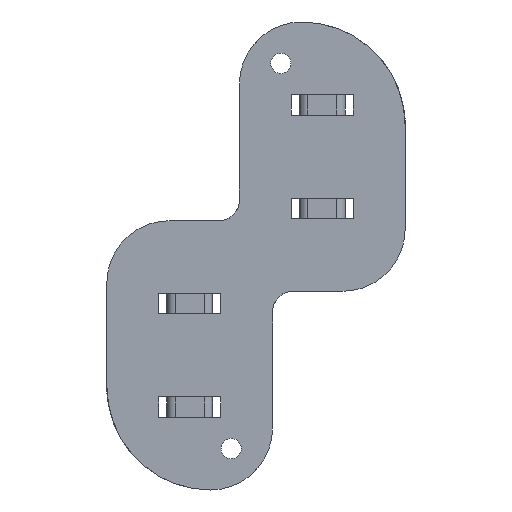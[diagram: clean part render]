
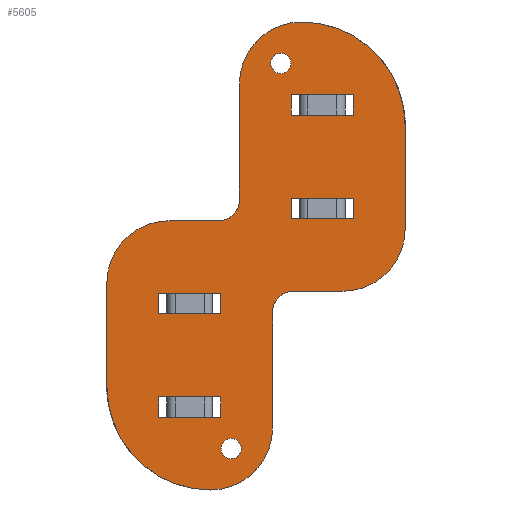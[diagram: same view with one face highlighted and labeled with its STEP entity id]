
A CAD part, front view. The second image highlights one B-rep face of the part: STEP entity #5605.
In plain terms, the highlighted planar face has unit normal (0, -1, 0).
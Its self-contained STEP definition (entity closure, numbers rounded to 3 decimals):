
#858=DIRECTION('',(-1.,0.,0.));
#859=VECTOR('',#858,15.);
#860=CARTESIAN_POINT('',(39.5,0.,60.5));
#861=LINE('',#860,#859);
#922=DIRECTION('',(1.,0.,0.));
#923=VECTOR('',#922,15.);
#924=CARTESIAN_POINT('',(24.5,0.,65.5));
#925=LINE('',#924,#923);
#948=DIRECTION('',(0.,0.,-1.));
#949=VECTOR('',#948,5.);
#950=CARTESIAN_POINT('',(39.5,0.,90.5));
#951=LINE('',#950,#949);
#952=DIRECTION('',(0.,0.,1.));
#953=VECTOR('',#952,5.);
#954=CARTESIAN_POINT('',(24.5,0.,85.5));
#955=LINE('',#954,#953);
#956=DIRECTION('',(0.,0.,-1.));
#957=VECTOR('',#956,5.);
#958=CARTESIAN_POINT('',(39.5,0.,65.5));
#959=LINE('',#958,#957);
#960=DIRECTION('',(0.,0.,1.));
#961=VECTOR('',#960,5.);
#962=CARTESIAN_POINT('',(24.5,0.,60.5));
#963=LINE('',#962,#961);
#964=CARTESIAN_POINT('',(22.,0.,98.));
#965=DIRECTION('',(0.,1.,0.));
#966=DIRECTION('',(1.,0.,0.));
#967=AXIS2_PLACEMENT_3D('',#964,#965,#966);
#969=CARTESIAN_POINT('',(22.,0.,98.));
#970=DIRECTION('',(0.,1.,0.));
#971=DIRECTION('',(-1.,0.,0.));
#972=AXIS2_PLACEMENT_3D('',#969,#970,#971);
#974=CARTESIAN_POINT('',(10.,0.,5.));
#975=DIRECTION('',(0.,1.,0.));
#976=DIRECTION('',(1.,0.,0.));
#977=AXIS2_PLACEMENT_3D('',#974,#975,#976);
#979=CARTESIAN_POINT('',(10.,0.,5.));
#980=DIRECTION('',(0.,1.,0.));
#981=DIRECTION('',(-1.,0.,0.));
#982=AXIS2_PLACEMENT_3D('',#979,#980,#981);
#984=DIRECTION('',(0.,0.,-1.));
#985=VECTOR('',#984,5.);
#986=CARTESIAN_POINT('',(7.5,0.,17.5));
#987=LINE('',#986,#985);
#988=DIRECTION('',(0.,0.,1.));
#989=VECTOR('',#988,5.);
#990=CARTESIAN_POINT('',(-7.5,0.,12.5));
#991=LINE('',#990,#989);
#992=DIRECTION('',(0.,0.,-1.));
#993=VECTOR('',#992,5.);
#994=CARTESIAN_POINT('',(7.5,0.,42.5));
#995=LINE('',#994,#993);
#996=DIRECTION('',(0.,0.,1.));
#997=VECTOR('',#996,5.);
#998=CARTESIAN_POINT('',(-7.5,0.,37.5));
#999=LINE('',#998,#997);
#1000=CARTESIAN_POINT('',(5.,0.,20.));
#1001=DIRECTION('',(0.,-1.,0.));
#1002=DIRECTION('',(-1.,0.,0.));
#1003=AXIS2_PLACEMENT_3D('',#1000,#1001,#1002);
#1005=CARTESIAN_POINT('',(-5.,0.,45.));
#1006=DIRECTION('',(0.,-1.,0.));
#1007=DIRECTION('',(0.,0.,1.));
#1008=AXIS2_PLACEMENT_3D('',#1005,#1006,#1007);
#1010=DIRECTION('',(1.,0.,0.));
#1011=VECTOR('',#1010,12.);
#1012=CARTESIAN_POINT('',(-5.,0.,60.));
#1013=LINE('',#1012,#1011);
#1014=CARTESIAN_POINT('',(27.,0.,93.));
#1015=DIRECTION('',(0.,-1.,0.));
#1016=DIRECTION('',(0.,0.,1.));
#1017=AXIS2_PLACEMENT_3D('',#1014,#1015,#1016);
#1019=CARTESIAN_POINT('',(27.,0.,83.));
#1020=DIRECTION('',(0.,-1.,0.));
#1021=DIRECTION('',(1.,0.,0.));
#1022=AXIS2_PLACEMENT_3D('',#1019,#1020,#1021);
#1024=CARTESIAN_POINT('',(37.,0.,58.));
#1025=DIRECTION('',(0.,-1.,0.));
#1026=DIRECTION('',(0.,0.,-1.));
#1027=AXIS2_PLACEMENT_3D('',#1024,#1025,#1026);
#1029=DIRECTION('',(-1.,0.,0.));
#1030=VECTOR('',#1029,12.);
#1031=CARTESIAN_POINT('',(37.,0.,43.));
#1032=LINE('',#1031,#1030);
#1033=CARTESIAN_POINT('',(5.,0.,10.));
#1034=DIRECTION('',(0.,-1.,0.));
#1035=DIRECTION('',(0.,0.,-1.));
#1036=AXIS2_PLACEMENT_3D('',#1033,#1034,#1035);
#1050=DIRECTION('',(-1.,0.,0.));
#1051=VECTOR('',#1050,15.);
#1052=CARTESIAN_POINT('',(39.5,0.,85.5));
#1053=LINE('',#1052,#1051);
#1114=DIRECTION('',(1.,0.,0.));
#1115=VECTOR('',#1114,15.);
#1116=CARTESIAN_POINT('',(24.5,0.,90.5));
#1117=LINE('',#1116,#1115);
#1882=CARTESIAN_POINT('',(25.,0.,38.));
#1883=DIRECTION('',(0.,1.,0.));
#1884=DIRECTION('',(-1.,0.,0.));
#1885=AXIS2_PLACEMENT_3D('',#1882,#1883,#1884);
#2148=DIRECTION('',(0.,0.,-1.));
#2149=VECTOR('',#2148,25.);
#2150=CARTESIAN_POINT('',(-20.,0.,45.));
#2151=LINE('',#2150,#2149);
#2228=CARTESIAN_POINT('',(7.,0.,65.));
#2229=DIRECTION('',(0.,1.,0.));
#2230=DIRECTION('',(1.,0.,0.));
#2231=AXIS2_PLACEMENT_3D('',#2228,#2229,#2230);
#2373=DIRECTION('',(0.,0.,-1.));
#2374=VECTOR('',#2373,28.);
#2375=CARTESIAN_POINT('',(12.,0.,93.));
#2376=LINE('',#2375,#2374);
#2452=DIRECTION('',(0.,0.,1.));
#2453=VECTOR('',#2452,25.);
#2454=CARTESIAN_POINT('',(52.,0.,58.));
#2455=LINE('',#2454,#2453);
#2673=DIRECTION('',(0.,0.,1.));
#2674=VECTOR('',#2673,28.);
#2675=CARTESIAN_POINT('',(20.,0.,10.));
#2676=LINE('',#2675,#2674);
#2856=DIRECTION('',(-1.,0.,0.));
#2857=VECTOR('',#2856,15.);
#2858=CARTESIAN_POINT('',(7.5,0.,12.5));
#2859=LINE('',#2858,#2857);
#2920=DIRECTION('',(1.,0.,0.));
#2921=VECTOR('',#2920,15.);
#2922=CARTESIAN_POINT('',(-7.5,0.,17.5));
#2923=LINE('',#2922,#2921);
#3343=DIRECTION('',(1.,0.,0.));
#3344=VECTOR('',#3343,15.);
#3345=CARTESIAN_POINT('',(-7.5,0.,42.5));
#3346=LINE('',#3345,#3344);
#3411=DIRECTION('',(-1.,0.,0.));
#3412=VECTOR('',#3411,15.);
#3413=CARTESIAN_POINT('',(7.5,0.,37.5));
#3414=LINE('',#3413,#3412);
#3686=CARTESIAN_POINT('',(12.45,0.,5.));
#3687=CARTESIAN_POINT('',(7.55,0.,5.));
#3688=VERTEX_POINT('',#3686);
#3689=VERTEX_POINT('',#3687);
#3938=CARTESIAN_POINT('',(24.45,0.,98.));
#3939=CARTESIAN_POINT('',(19.55,0.,98.));
#3940=VERTEX_POINT('',#3938);
#3941=VERTEX_POINT('',#3939);
#3950=CARTESIAN_POINT('',(-20.,0.,20.));
#3951=CARTESIAN_POINT('',(5.,0.,-5.));
#3952=VERTEX_POINT('',#3950);
#3953=VERTEX_POINT('',#3951);
#3956=CARTESIAN_POINT('',(20.,0.,10.));
#3957=VERTEX_POINT('',#3956);
#3958=CARTESIAN_POINT('',(-5.,0.,60.));
#3959=CARTESIAN_POINT('',(-20.,0.,45.));
#3960=VERTEX_POINT('',#3958);
#3961=VERTEX_POINT('',#3959);
#3962=CARTESIAN_POINT('',(27.,0.,108.));
#3963=CARTESIAN_POINT('',(12.,0.,93.));
#3964=VERTEX_POINT('',#3962);
#3965=VERTEX_POINT('',#3963);
#3966=CARTESIAN_POINT('',(52.,0.,83.));
#3967=VERTEX_POINT('',#3966);
#3970=CARTESIAN_POINT('',(37.,0.,43.));
#3971=CARTESIAN_POINT('',(52.,0.,58.));
#3972=VERTEX_POINT('',#3970);
#3973=VERTEX_POINT('',#3971);
#4006=CARTESIAN_POINT('',(7.5,0.,42.5));
#4007=CARTESIAN_POINT('',(7.5,0.,37.5));
#4008=VERTEX_POINT('',#4006);
#4009=VERTEX_POINT('',#4007);
#4010=CARTESIAN_POINT('',(-7.5,0.,37.5));
#4011=CARTESIAN_POINT('',(-7.5,0.,42.5));
#4012=VERTEX_POINT('',#4010);
#4013=VERTEX_POINT('',#4011);
#4014=CARTESIAN_POINT('',(7.5,0.,17.5));
#4015=CARTESIAN_POINT('',(7.5,0.,12.5));
#4016=VERTEX_POINT('',#4014);
#4017=VERTEX_POINT('',#4015);
#4018=CARTESIAN_POINT('',(-7.5,0.,12.5));
#4019=CARTESIAN_POINT('',(-7.5,0.,17.5));
#4020=VERTEX_POINT('',#4018);
#4021=VERTEX_POINT('',#4019);
#4118=CARTESIAN_POINT('',(39.5,0.,90.5));
#4119=CARTESIAN_POINT('',(39.5,0.,85.5));
#4120=VERTEX_POINT('',#4118);
#4121=VERTEX_POINT('',#4119);
#4122=CARTESIAN_POINT('',(24.5,0.,85.5));
#4123=CARTESIAN_POINT('',(24.5,0.,90.5));
#4124=VERTEX_POINT('',#4122);
#4125=VERTEX_POINT('',#4123);
#4126=CARTESIAN_POINT('',(39.5,0.,65.5));
#4127=CARTESIAN_POINT('',(39.5,0.,60.5));
#4128=VERTEX_POINT('',#4126);
#4129=VERTEX_POINT('',#4127);
#4130=CARTESIAN_POINT('',(24.5,0.,60.5));
#4131=CARTESIAN_POINT('',(24.5,0.,65.5));
#4132=VERTEX_POINT('',#4130);
#4133=VERTEX_POINT('',#4131);
#4641=CARTESIAN_POINT('',(20.,0.,38.));
#4642=CARTESIAN_POINT('',(25.,0.,43.));
#4643=VERTEX_POINT('',#4641);
#4644=VERTEX_POINT('',#4642);
#4645=CARTESIAN_POINT('',(12.,0.,65.));
#4646=CARTESIAN_POINT('',(7.,0.,60.));
#4647=VERTEX_POINT('',#4645);
#4648=VERTEX_POINT('',#4646);
#5521=CARTESIAN_POINT('',(0.,0.,0.));
#5522=DIRECTION('',(0.,1.,0.));
#5523=DIRECTION('',(1.,0.,0.));
#5524=AXIS2_PLACEMENT_3D('',#5521,#5522,#5523);
#5525=PLANE('',#5524);
#5527=ORIENTED_EDGE('',*,*,#5526,.F.);
#5529=ORIENTED_EDGE('',*,*,#5528,.F.);
#5531=ORIENTED_EDGE('',*,*,#5530,.F.);
#5533=ORIENTED_EDGE('',*,*,#5532,.T.);
#5535=ORIENTED_EDGE('',*,*,#5534,.F.);
#5537=ORIENTED_EDGE('',*,*,#5536,.F.);
#5539=ORIENTED_EDGE('',*,*,#5538,.F.);
#5541=ORIENTED_EDGE('',*,*,#5540,.F.);
#5543=ORIENTED_EDGE('',*,*,#5542,.F.);
#5545=ORIENTED_EDGE('',*,*,#5544,.F.);
#5547=ORIENTED_EDGE('',*,*,#5546,.T.);
#5549=ORIENTED_EDGE('',*,*,#5548,.F.);
#5551=ORIENTED_EDGE('',*,*,#5550,.F.);
#5553=ORIENTED_EDGE('',*,*,#5552,.F.);
#5554=EDGE_LOOP('',(#5527,#5529,#5531,#5533,#5535,#5537,#5539,#5541,#5543,#5545,
#5547,#5549,#5551,#5553));
#5555=FACE_OUTER_BOUND('',#5554,.F.);
#5556=ORIENTED_EDGE('',*,*,#5399,.F.);
#5558=ORIENTED_EDGE('',*,*,#5557,.F.);
#5559=ORIENTED_EDGE('',*,*,#5481,.F.);
#5560=ORIENTED_EDGE('',*,*,#5513,.F.);
#5561=EDGE_LOOP('',(#5556,#5558,#5559,#5560));
#5562=FACE_BOUND('',#5561,.F.);
#5564=ORIENTED_EDGE('',*,*,#5563,.F.);
#5566=ORIENTED_EDGE('',*,*,#5565,.F.);
#5567=EDGE_LOOP('',(#5564,#5566));
#5568=FACE_BOUND('',#5567,.F.);
#5570=ORIENTED_EDGE('',*,*,#5569,.F.);
#5572=ORIENTED_EDGE('',*,*,#5571,.F.);
#5573=EDGE_LOOP('',(#5570,#5572));
#5574=FACE_BOUND('',#5573,.F.);
#5576=ORIENTED_EDGE('',*,*,#5575,.F.);
#5578=ORIENTED_EDGE('',*,*,#5577,.F.);
#5580=ORIENTED_EDGE('',*,*,#5579,.F.);
#5582=ORIENTED_EDGE('',*,*,#5581,.F.);
#5583=EDGE_LOOP('',(#5576,#5578,#5580,#5582));
#5584=FACE_BOUND('',#5583,.F.);
#5586=ORIENTED_EDGE('',*,*,#5585,.F.);
#5588=ORIENTED_EDGE('',*,*,#5587,.F.);
#5590=ORIENTED_EDGE('',*,*,#5589,.F.);
#5592=ORIENTED_EDGE('',*,*,#5591,.F.);
#5593=EDGE_LOOP('',(#5586,#5588,#5590,#5592));
#5594=FACE_BOUND('',#5593,.F.);
#5596=ORIENTED_EDGE('',*,*,#5595,.F.);
#5598=ORIENTED_EDGE('',*,*,#5597,.F.);
#5600=ORIENTED_EDGE('',*,*,#5599,.F.);
#5602=ORIENTED_EDGE('',*,*,#5601,.F.);
#5603=EDGE_LOOP('',(#5596,#5598,#5600,#5602));
#5604=FACE_BOUND('',#5603,.F.);
#5605=ADVANCED_FACE('',(#5555,#5562,#5568,#5574,#5584,#5594,#5604),#5525,.F.);
#968=CIRCLE('',#967,2.45);
#973=CIRCLE('',#972,2.45);
#978=CIRCLE('',#977,2.45);
#983=CIRCLE('',#982,2.45);
#1004=CIRCLE('',#1003,25.);
#1009=CIRCLE('',#1008,15.);
#1018=CIRCLE('',#1017,15.);
#1023=CIRCLE('',#1022,25.);
#1028=CIRCLE('',#1027,15.);
#1037=CIRCLE('',#1036,15.);
#1886=CIRCLE('',#1885,5.);
#2232=CIRCLE('',#2231,5.);
#5399=EDGE_CURVE('',#4129,#4132,#861,.T.);
#5481=EDGE_CURVE('',#4133,#4128,#925,.T.);
#5513=EDGE_CURVE('',#4132,#4133,#963,.T.);
#5526=EDGE_CURVE('',#3952,#3953,#1004,.T.);
#5528=EDGE_CURVE('',#3961,#3952,#2151,.T.);
#5530=EDGE_CURVE('',#3960,#3961,#1009,.T.);
#5532=EDGE_CURVE('',#3960,#4648,#1013,.T.);
#5534=EDGE_CURVE('',#4647,#4648,#2232,.T.);
#5536=EDGE_CURVE('',#3965,#4647,#2376,.T.);
#5538=EDGE_CURVE('',#3964,#3965,#1018,.T.);
#5540=EDGE_CURVE('',#3967,#3964,#1023,.T.);
#5542=EDGE_CURVE('',#3973,#3967,#2455,.T.);
#5544=EDGE_CURVE('',#3972,#3973,#1028,.T.);
#5546=EDGE_CURVE('',#3972,#4644,#1032,.T.);
#5548=EDGE_CURVE('',#4643,#4644,#1886,.T.);
#5550=EDGE_CURVE('',#3957,#4643,#2676,.T.);
#5552=EDGE_CURVE('',#3953,#3957,#1037,.T.);
#5557=EDGE_CURVE('',#4128,#4129,#959,.T.);
#5563=EDGE_CURVE('',#3940,#3941,#968,.T.);
#5565=EDGE_CURVE('',#3941,#3940,#973,.T.);
#5569=EDGE_CURVE('',#3688,#3689,#978,.T.);
#5571=EDGE_CURVE('',#3689,#3688,#983,.T.);
#5575=EDGE_CURVE('',#4017,#4020,#2859,.T.);
#5577=EDGE_CURVE('',#4016,#4017,#987,.T.);
#5579=EDGE_CURVE('',#4021,#4016,#2923,.T.);
#5581=EDGE_CURVE('',#4020,#4021,#991,.T.);
#5585=EDGE_CURVE('',#4009,#4012,#3414,.T.);
#5587=EDGE_CURVE('',#4008,#4009,#995,.T.);
#5589=EDGE_CURVE('',#4013,#4008,#3346,.T.);
#5591=EDGE_CURVE('',#4012,#4013,#999,.T.);
#5595=EDGE_CURVE('',#4121,#4124,#1053,.T.);
#5597=EDGE_CURVE('',#4120,#4121,#951,.T.);
#5599=EDGE_CURVE('',#4125,#4120,#1117,.T.);
#5601=EDGE_CURVE('',#4124,#4125,#955,.T.);
